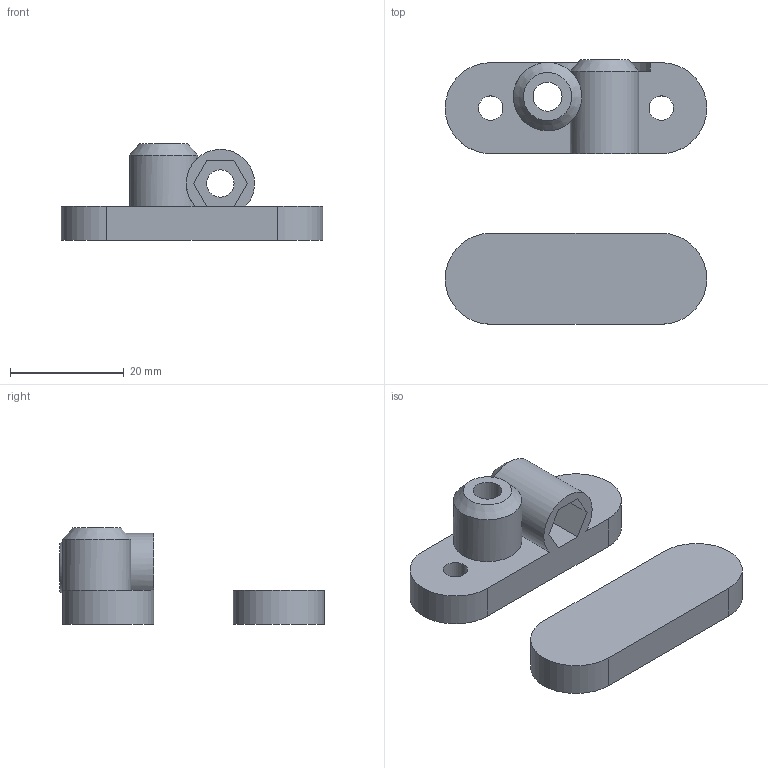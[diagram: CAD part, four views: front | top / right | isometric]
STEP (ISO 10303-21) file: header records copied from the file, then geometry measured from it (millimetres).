
FILE_DESCRIPTION(('FreeCAD Model'),'2;1');
FILE_NAME('Open CASCADE Shape Model','2026-02-24T18:15:08',(''),(''), 'Open CASCADE STEP processor 7.8','FreeCAD','Unknown');
FILE_SCHEMA(('AUTOMOTIVE_DESIGN { 1 0 10303 214 1 1 1 1 }'));
Length unit declared in the file: millimetre
Products named in the file (3): filament_holder; Group001; difference003
Assembly tree (2 placements, depth 2):
  filament_holder
    Group001
    difference003
Bounding box: 46 x 46.51 x 17 mm (x, y, z)
Volume: 9534.5 mm3; surface area: 5488.7 mm2
Topology: 2 solids, 2 shells, 42 faces, 109 edges, 75 vertices
Faces by surface type: plane 29, cylinder 11, cone 2
Full cylindrical faces by diameter (mm): 4.3 x2, 4.8 x1, 5.1 x1, 12 x1
Entity records: 1511 total; most frequent: CARTESIAN_POINT 383, DIRECTION 231, ORIENTED_EDGE 218, EDGE_CURVE 109, AXIS2_PLACEMENT_3D 81, VERTEX_POINT 75, LINE 69, VECTOR 69
